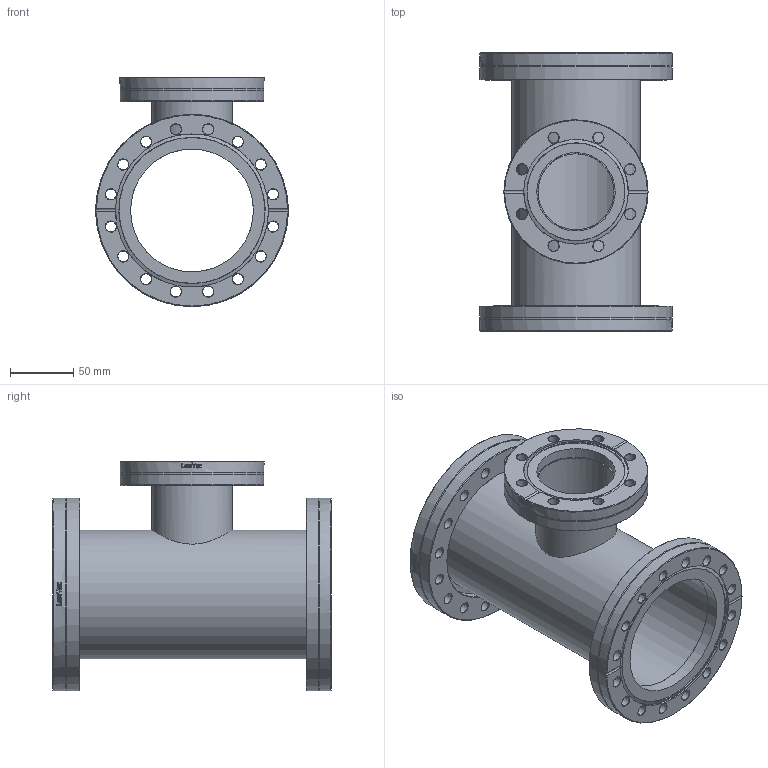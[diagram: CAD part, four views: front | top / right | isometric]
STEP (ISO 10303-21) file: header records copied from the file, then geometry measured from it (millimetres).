
FILE_DESCRIPTION(/* description */ (''),/* implementation_level */ '2;1');
FILE_NAME(/* name */ 'FL-RT100-63CF.stp',/* time_stamp */ '2018-02-22T10:10:43+00:00',/* author */ ('paul'),/* organization */ (''),/* preprocessor_version */ 'ST-DEVELOPER v16.13',/* originating_system */ 'Autodesk Inventor 2018',/* authorisation */ '');
FILE_SCHEMA (('AUTOMOTIVE_DESIGN { 1 0 10303 214 3 1 1 }'));
Length unit declared in the file: millimetre
Products named in the file (10): FL-RT100-63CF; FL-100CF-102; FL-100CFR-102; FL-100CF rotatable outer; FL-100CF rotatable inner bored for 101.6 OD tube; main tube; FL-63CFR-64; FL-63CF-OUT; FL-63CF-IN63.5; side tube
Assembly tree (9 placements, depth 3):
  FL-RT100-63CF
    FL-100CF-102
    FL-100CFR-102
      FL-100CF rotatable outer
      FL-100CF rotatable inner bored for 101.6 OD tube
    main tube
    FL-63CFR-64
      FL-63CF-OUT
      FL-63CF-IN63.5
    side tube
Bounding box: 151.6 x 219.4 x 180.7 mm (x, y, z)
Volume: 636658.7 mm3; surface area: 278405.3 mm2
Topology: 7 solids, 7 shells, 469 faces, 1232 edges, 804 vertices
Faces by surface type: bspline 159, plane 112, cone 100, cylinder 95, torus 3
Full cylindrical faces by diameter (mm): 8.4 x40, 60 x1, 61.8 x1, 63.5 x3, 70.5 x1, 82.3 x1, 82.5 x1, 96.8 x2, 97 x1, 101.6 x1, 101.9 x2, 110.8 x1, 113.5 x2, 120.4 x1, 120.6 x2, 151.6 x4
Entity records: 48531 total; most frequent: CARTESIAN_POINT 38035, ORIENTED_EDGE 2046, DIRECTION 1811, EDGE_CURVE 1023, VERTEX_POINT 756, EDGE_LOOP 753, AXIS2_PLACEMENT_3D 733, FACE_OUTER_BOUND 469
